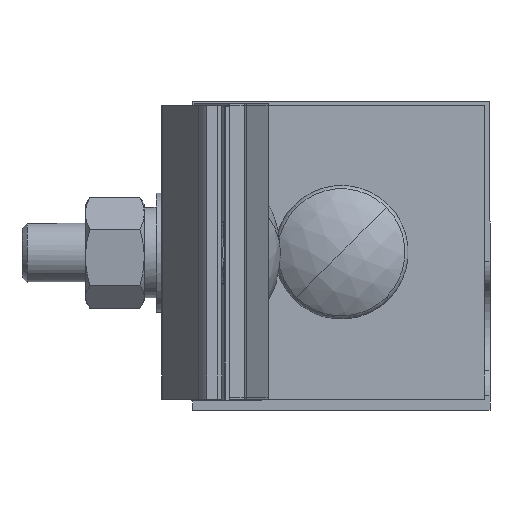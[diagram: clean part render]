
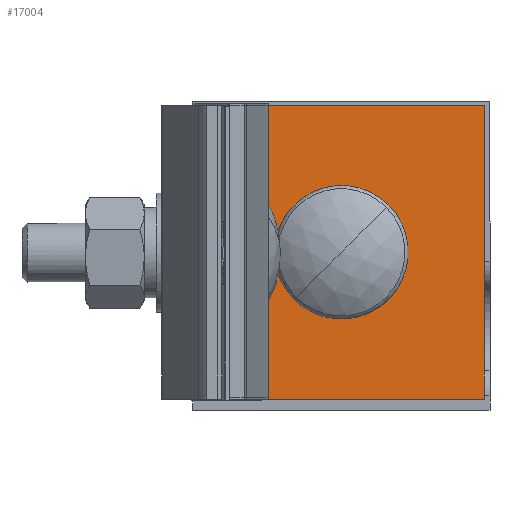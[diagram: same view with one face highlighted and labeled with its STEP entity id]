
A CAD part, front view. The second image highlights one B-rep face of the part: STEP entity #17004.
In plain terms, the highlighted planar face has unit normal (0, -1, 0).
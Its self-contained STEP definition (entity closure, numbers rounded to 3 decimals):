
#378 = EDGE_CURVE ( 'NONE', #7311, #8493, #15518, .T. ) ;
#797 = LINE ( 'NONE', #2394, #7143 ) ;
#960 = EDGE_CURVE ( 'NONE', #10755, #12308, #13377, .T. ) ;
#1531 = VERTEX_POINT ( 'NONE', #15641 ) ;
#1630 = VERTEX_POINT ( 'NONE', #2728 ) ;
#1899 = VECTOR ( 'NONE', #5146, 1000. ) ;
#2021 = LINE ( 'NONE', #7790, #4276 ) ;
#2026 = CARTESIAN_POINT ( 'NONE',  ( -37.004, -2., 19.75 ) ) ;
#2170 = CARTESIAN_POINT ( 'NONE',  ( -23.5, -2., 4.25 ) ) ;
#2188 = CARTESIAN_POINT ( 'NONE',  ( 0., -2., -19.75 ) ) ;
#2206 = AXIS2_PLACEMENT_3D ( 'NONE', #8356, #15557, #9659 ) ;
#2300 = PLANE ( 'NONE',  #2206 ) ;
#2394 = CARTESIAN_POINT ( 'NONE',  ( -23.5, -2., 4.25 ) ) ;
#2728 = CARTESIAN_POINT ( 'NONE',  ( -15., -2., 4.25 ) ) ;
#2952 = VECTOR ( 'NONE', #5398, 1000. ) ;
#3285 = EDGE_LOOP ( 'NONE', ( #19166, #7051, #18043, #18447 ) ) ;
#3331 = ORIENTED_EDGE ( 'NONE', *, *, #7185, .T. ) ;
#4276 = VECTOR ( 'NONE', #6492, 1000. ) ;
#4305 = CARTESIAN_POINT ( 'NONE',  ( 0., -2., 19.75 ) ) ;
#4623 = EDGE_CURVE ( 'NONE', #1630, #11082, #6258, .T. ) ;
#4775 = DIRECTION ( 'NONE',  ( 0., 0., -1. ) ) ;
#5145 = EDGE_CURVE ( 'NONE', #10755, #1531, #5794, .T. ) ;
#5146 = DIRECTION ( 'NONE',  ( 0., 0., 1. ) ) ;
#5183 = FACE_OUTER_BOUND ( 'NONE', #14621, .T. ) ;
#5398 = DIRECTION ( 'NONE',  ( 0., 0., -1. ) ) ;
#5597 = DIRECTION ( 'NONE',  ( 0., 0., -1. ) ) ;
#5602 = EDGE_CURVE ( 'NONE', #8493, #1630, #797, .T. ) ;
#5690 = VECTOR ( 'NONE', #9190, 1000. ) ;
#5794 = LINE ( 'NONE', #4305, #10711 ) ;
#6190 = CARTESIAN_POINT ( 'NONE',  ( -37.004, -2., -19.75 ) ) ;
#6258 = LINE ( 'NONE', #15624, #16759 ) ;
#6492 = DIRECTION ( 'NONE',  ( -1., 0., 0. ) ) ;
#6960 = DIRECTION ( 'NONE',  ( 1., 0., 0. ) ) ;
#7051 = ORIENTED_EDGE ( 'NONE', *, *, #13848, .T. ) ;
#7143 = VECTOR ( 'NONE', #6960, 1000. ) ;
#7185 = EDGE_CURVE ( 'NONE', #12308, #7354, #17454, .T. ) ;
#7311 = VERTEX_POINT ( 'NONE', #10670 ) ;
#7354 = VERTEX_POINT ( 'NONE', #6190 ) ;
#7790 = CARTESIAN_POINT ( 'NONE',  ( -23.5, -2., -4.25 ) ) ;
#8149 = LINE ( 'NONE', #2188, #12580 ) ;
#8356 = CARTESIAN_POINT ( 'NONE',  ( 0., -2., 19.75 ) ) ;
#8493 = VERTEX_POINT ( 'NONE', #10573 ) ;
#8990 = CARTESIAN_POINT ( 'NONE',  ( 0., -2., 19.75 ) ) ;
#9190 = DIRECTION ( 'NONE',  ( -1., 0., 0. ) ) ;
#9464 = FACE_BOUND ( 'NONE', #3285, .T. ) ;
#9659 = DIRECTION ( 'NONE',  ( 1., 0., 0. ) ) ;
#10573 = CARTESIAN_POINT ( 'NONE',  ( -23.5, -2., 4.25 ) ) ;
#10670 = CARTESIAN_POINT ( 'NONE',  ( -23.5, -2., -4.25 ) ) ;
#10711 = VECTOR ( 'NONE', #5597, 1000. ) ;
#10755 = VERTEX_POINT ( 'NONE', #14256 ) ;
#11052 = CARTESIAN_POINT ( 'NONE',  ( -15., -2., -4.25 ) ) ;
#11082 = VERTEX_POINT ( 'NONE', #11052 ) ;
#11470 = CARTESIAN_POINT ( 'NONE',  ( -37.004, -2., 19.75 ) ) ;
#12308 = VERTEX_POINT ( 'NONE', #2026 ) ;
#12580 = VECTOR ( 'NONE', #15826, 1000. ) ;
#12863 = ORIENTED_EDGE ( 'NONE', *, *, #960, .T. ) ;
#13377 = LINE ( 'NONE', #8990, #5690 ) ;
#13838 = ORIENTED_EDGE ( 'NONE', *, *, #14670, .F. ) ;
#13848 = EDGE_CURVE ( 'NONE', #11082, #7311, #2021, .T. ) ;
#14239 = ORIENTED_EDGE ( 'NONE', *, *, #5145, .F. ) ;
#14256 = CARTESIAN_POINT ( 'NONE',  ( 0., -2., 19.75 ) ) ;
#14621 = EDGE_LOOP ( 'NONE', ( #13838, #14239, #12863, #3331 ) ) ;
#14670 = EDGE_CURVE ( 'NONE', #1531, #7354, #8149, .T. ) ;
#15518 = LINE ( 'NONE', #2170, #1899 ) ;
#15557 = DIRECTION ( 'NONE',  ( 0., -1., 0. ) ) ;
#15624 = CARTESIAN_POINT ( 'NONE',  ( -15., -2., 4.25 ) ) ;
#15641 = CARTESIAN_POINT ( 'NONE',  ( 0., -2., -19.75 ) ) ;
#15826 = DIRECTION ( 'NONE',  ( -1., 0., 0. ) ) ;
#16759 = VECTOR ( 'NONE', #4775, 1000. ) ;
#17004 = ADVANCED_FACE ( 'NONE', ( #9464, #5183 ), #2300, .T. ) ;
#17454 = LINE ( 'NONE', #11470, #2952 ) ;
#18043 = ORIENTED_EDGE ( 'NONE', *, *, #378, .T. ) ;
#18447 = ORIENTED_EDGE ( 'NONE', *, *, #5602, .T. ) ;
#19166 = ORIENTED_EDGE ( 'NONE', *, *, #4623, .T. ) ;
